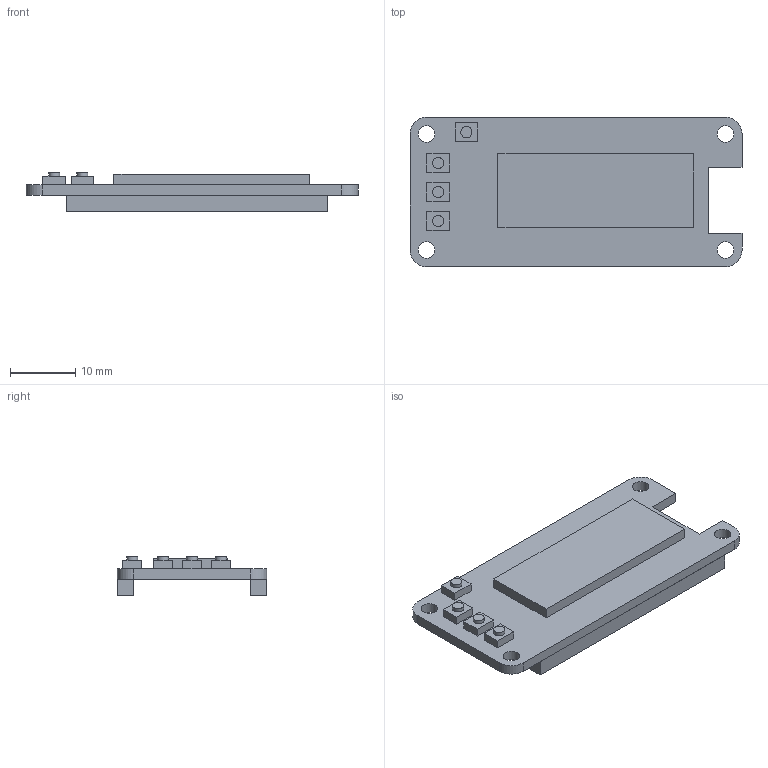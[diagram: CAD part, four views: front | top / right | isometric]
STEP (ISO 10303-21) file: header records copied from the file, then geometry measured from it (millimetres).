
FILE_DESCRIPTION(/* description */ (''),/* implementation_level */ '2;1');
FILE_NAME(/* name */ '2900 Feather OLED Wing.step',/* time_stamp */ '2018-07-07T16:41:11-04:00',/* author */ ('Adafruit'),/* organization */ (''),/* preprocessor_version */ 'ST-DEVELOPER v17',/* originating_system */ 'Autodesk Translation Framework v7.1.0.215',/* authorisation */ '');
FILE_SCHEMA (('AUTOMOTIVE_DESIGN { 1 0 10303 214 3 1 1 }'));
Length unit declared in the file: millimetre
Products named in the file (1): Feather OLED Wing
Bounding box: 50.8 x 22.86 x 6 mm (x, y, z)
Volume: 2784.8 mm3; surface area: 4089.2 mm2
Topology: 4 solids, 4 shells, 64 faces, 144 edges, 96 vertices
Faces by surface type: plane 52, cylinder 12
Full cylindrical faces by diameter (mm): 1.7 x4, 2.54 x4
Entity records: 1818 total; most frequent: CARTESIAN_POINT 305, DIRECTION 298, ORIENTED_EDGE 288, EDGE_CURVE 144, LINE 120, VECTOR 120, VERTEX_POINT 96, AXIS2_PLACEMENT_3D 89
